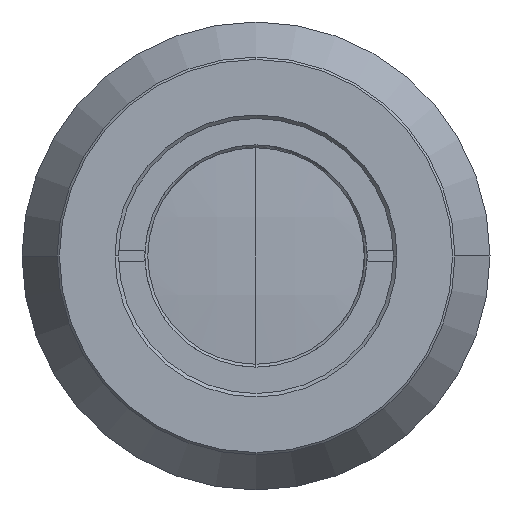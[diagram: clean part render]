
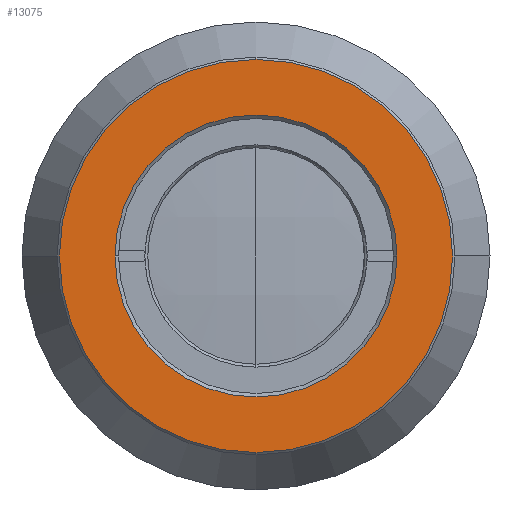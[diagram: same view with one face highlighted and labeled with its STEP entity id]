
A CAD part, left-side view. The second image highlights one B-rep face of the part: STEP entity #13075.
In plain terms, the highlighted planar face has unit normal (-1, 0, 0).
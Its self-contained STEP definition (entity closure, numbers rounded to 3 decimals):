
#128 = AXIS2_PLACEMENT_3D ( 'NONE', #10739, #9865, #4163 ) ;
#594 = ORIENTED_EDGE ( 'NONE', *, *, #14612, .F. ) ;
#1653 = FACE_OUTER_BOUND ( 'NONE', #2299, .T. ) ;
#1782 = DIRECTION ( 'NONE',  ( 0., 0., -1. ) ) ;
#2299 = EDGE_LOOP ( 'NONE', ( #8952, #594 ) ) ;
#2767 = CARTESIAN_POINT ( 'NONE',  ( -47.026, 0., 17. ) ) ;
#3343 = EDGE_CURVE ( 'NONE', #13420, #11273, #8484, .T. ) ;
#3659 = AXIS2_PLACEMENT_3D ( 'NONE', #3932, #13813, #11146 ) ;
#3932 = CARTESIAN_POINT ( 'NONE',  ( -47.026, 0., 0. ) ) ;
#4163 = DIRECTION ( 'NONE',  ( 0., 0., -1. ) ) ;
#5423 = AXIS2_PLACEMENT_3D ( 'NONE', #2767, #11409, #11477 ) ;
#5691 = CARTESIAN_POINT ( 'NONE',  ( -47.026, -12.05, 0. ) ) ;
#6404 = FACE_BOUND ( 'NONE', #13053, .T. ) ;
#6939 = CIRCLE ( 'NONE', #128, 16.8 ) ;
#7335 = CARTESIAN_POINT ( 'NONE',  ( -47.026, 12.05, 0. ) ) ;
#8064 = VERTEX_POINT ( 'NONE', #10470 ) ;
#8484 = CIRCLE ( 'NONE', #14054, 12.05 ) ;
#8507 = CARTESIAN_POINT ( 'NONE',  ( -47.026, 0., 0. ) ) ;
#8952 = ORIENTED_EDGE ( 'NONE', *, *, #13437, .F. ) ;
#9007 = VERTEX_POINT ( 'NONE', #9727 ) ;
#9118 = CARTESIAN_POINT ( 'NONE',  ( -47.026, 0., 0. ) ) ;
#9280 = AXIS2_PLACEMENT_3D ( 'NONE', #9118, #14033, #1782 ) ;
#9727 = CARTESIAN_POINT ( 'NONE',  ( -47.026, 0., 16.8 ) ) ;
#9865 = DIRECTION ( 'NONE',  ( 1., 0., 0. ) ) ;
#9884 = PLANE ( 'NONE',  #5423 ) ;
#10470 = CARTESIAN_POINT ( 'NONE',  ( -47.026, 0., -16.8 ) ) ;
#10739 = CARTESIAN_POINT ( 'NONE',  ( -47.026, 0., 0. ) ) ;
#10859 = ORIENTED_EDGE ( 'NONE', *, *, #3343, .T. ) ;
#11146 = DIRECTION ( 'NONE',  ( 0., -1., 0. ) ) ;
#11273 = VERTEX_POINT ( 'NONE', #5691 ) ;
#11409 = DIRECTION ( 'NONE',  ( -1., 0., 0. ) ) ;
#11477 = DIRECTION ( 'NONE',  ( 0., 0., 1. ) ) ;
#11511 = CIRCLE ( 'NONE', #3659, 12.05 ) ;
#13053 = EDGE_LOOP ( 'NONE', ( #13466, #10859 ) ) ;
#13075 = ADVANCED_FACE ( 'NONE', ( #6404, #1653 ), #9884, .T. ) ;
#13337 = DIRECTION ( 'NONE',  ( 1., 0., 0. ) ) ;
#13420 = VERTEX_POINT ( 'NONE', #7335 ) ;
#13437 = EDGE_CURVE ( 'NONE', #8064, #9007, #6939, .T. ) ;
#13454 = EDGE_CURVE ( 'NONE', #11273, #13420, #11511, .T. ) ;
#13466 = ORIENTED_EDGE ( 'NONE', *, *, #13454, .T. ) ;
#13813 = DIRECTION ( 'NONE',  ( 1., 0., 0. ) ) ;
#13896 = DIRECTION ( 'NONE',  ( 0., -1., 0. ) ) ;
#14033 = DIRECTION ( 'NONE',  ( 1., 0., 0. ) ) ;
#14054 = AXIS2_PLACEMENT_3D ( 'NONE', #8507, #13337, #13896 ) ;
#14598 = CIRCLE ( 'NONE', #9280, 16.8 ) ;
#14612 = EDGE_CURVE ( 'NONE', #9007, #8064, #14598, .T. ) ;
